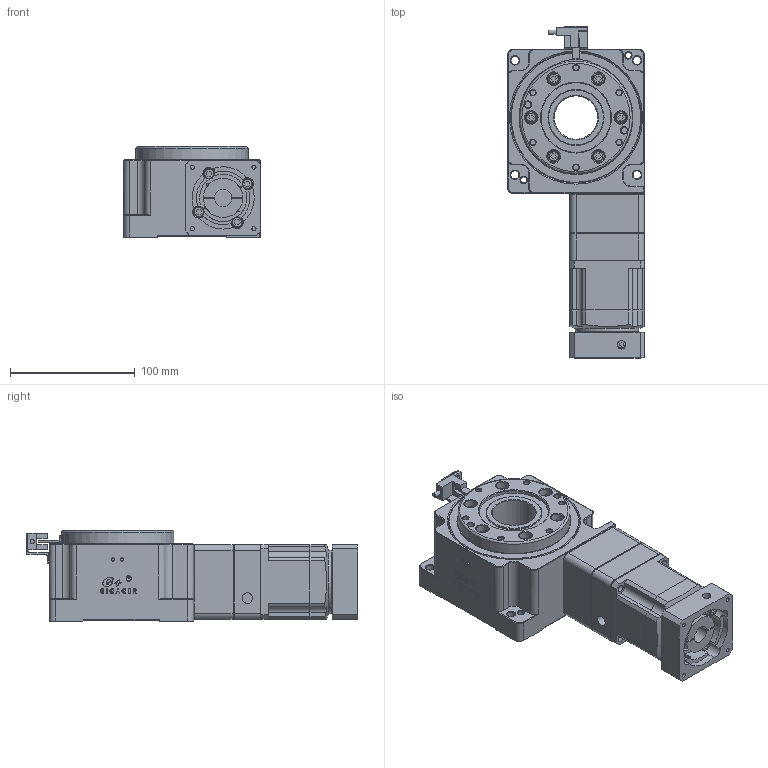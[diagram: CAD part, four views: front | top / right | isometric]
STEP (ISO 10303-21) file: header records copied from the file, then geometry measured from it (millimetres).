
FILE_DESCRIPTION (( 'STEP AP203' ), '1' );
FILE_NAME ('GSHR100M-90K-SV1.STEP', '2022-03-10T09:32:48', ( 'Microsoft' ), ( 'Microsoft' ), 'SwSTEP 2.0', 'SolidWorks 2019', '' );
FILE_SCHEMA (( 'CONFIG_CONTROL_DESIGN' ));
Length unit declared in the file: millimetre
Products named in the file (1): GSHR100M-90K-SV1
Bounding box: 110 x 266.5 x 72.5 mm (x, y, z)
Surface area: 132459.8 mm2 (no closed solid volume)
Topology: 0 solids, 41 shells, 550 faces, 1953 edges, 1440 vertices
Faces by surface type: plane 259, cylinder 193, cone 62, torus 35, bspline 1
Full cylindrical faces by diameter (mm): 2.05 x2, 2.5 x10, 3.3 x4, 3.5 x3, 4.2 x7, 5 x4, 5.5 x4, 6.5 x4, 6.8 x2, 7 x2, 8.5 x14, 10 x6, 14 x1, 35 x1, 35.5 x1, 38 x1, 45 x1, 51 x1, 56 x1, 85 x1, 90 x1, 105 x1
Entity records: 22241 total; most frequent: CARTESIAN_POINT 6329, DIRECTION 3206, ORIENTED_EDGE 2786, EDGE_CURVE 1788, VERTEX_POINT 1404, AXIS2_PLACEMENT_3D 1113, VECTOR 980, LINE 980
